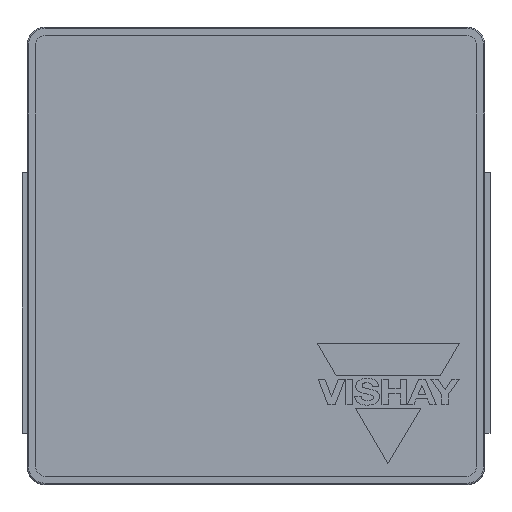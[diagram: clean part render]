
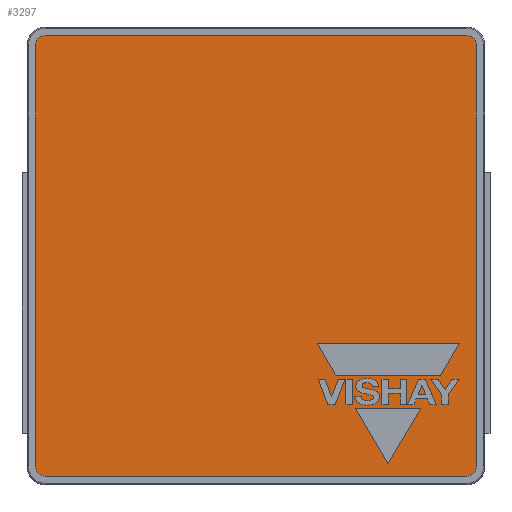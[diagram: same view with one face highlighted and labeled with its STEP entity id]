
A CAD part, top view. The second image highlights one B-rep face of the part: STEP entity #3297.
In plain terms, the highlighted planar face has unit normal (0, 0, 1).
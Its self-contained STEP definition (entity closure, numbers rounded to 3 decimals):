
#239=PLANE('',#3660);
#422=FACE_OUTER_BOUND('',#608,.T.);
#608=EDGE_LOOP('',(#3072,#3073,#3074,#3075,#3076,#3077,#3078,#3079));
#967=LINE('',#5589,#1337);
#971=LINE('',#5601,#1341);
#975=LINE('',#5613,#1345);
#979=LINE('',#5623,#1349);
#1337=VECTOR('',#4475,10.);
#1341=VECTOR('',#4487,10.);
#1345=VECTOR('',#4499,10.);
#1349=VECTOR('',#4511,10.);
#1407=CIRCLE('',#3646,0.265);
#1409=CIRCLE('',#3650,0.265);
#1411=CIRCLE('',#3654,0.265);
#1413=CIRCLE('',#3658,0.265);
#1700=VERTEX_POINT('',#5580);
#1701=VERTEX_POINT('',#5582);
#1703=VERTEX_POINT('',#5588);
#1705=VERTEX_POINT('',#5594);
#1707=VERTEX_POINT('',#5600);
#1709=VERTEX_POINT('',#5606);
#1711=VERTEX_POINT('',#5612);
#1713=VERTEX_POINT('',#5618);
#2150=EDGE_CURVE('',#1701,#1700,#1407,.T.);
#2153=EDGE_CURVE('',#1703,#1701,#967,.T.);
#2156=EDGE_CURVE('',#1705,#1703,#1409,.T.);
#2159=EDGE_CURVE('',#1707,#1705,#971,.T.);
#2162=EDGE_CURVE('',#1709,#1707,#1411,.T.);
#2165=EDGE_CURVE('',#1711,#1709,#975,.T.);
#2168=EDGE_CURVE('',#1713,#1711,#1413,.T.);
#2171=EDGE_CURVE('',#1700,#1713,#979,.T.);
#3072=ORIENTED_EDGE('',*,*,#2171,.T.);
#3073=ORIENTED_EDGE('',*,*,#2168,.T.);
#3074=ORIENTED_EDGE('',*,*,#2165,.T.);
#3075=ORIENTED_EDGE('',*,*,#2162,.T.);
#3076=ORIENTED_EDGE('',*,*,#2159,.T.);
#3077=ORIENTED_EDGE('',*,*,#2156,.T.);
#3078=ORIENTED_EDGE('',*,*,#2153,.T.);
#3079=ORIENTED_EDGE('',*,*,#2150,.T.);
#3297=ADVANCED_FACE('',(#422),#239,.T.);
#3646=AXIS2_PLACEMENT_3D('',#5583,#4469,#4470);
#3650=AXIS2_PLACEMENT_3D('',#5595,#4481,#4482);
#3654=AXIS2_PLACEMENT_3D('',#5607,#4493,#4494);
#3658=AXIS2_PLACEMENT_3D('',#5619,#4505,#4506);
#3660=AXIS2_PLACEMENT_3D('',#5624,#4512,#4513);
#4469=DIRECTION('center_axis',(0.,0.,1.));
#4470=DIRECTION('ref_axis',(-1.,0.,0.));
#4475=DIRECTION('',(0.,-1.,0.));
#4481=DIRECTION('center_axis',(0.,0.,1.));
#4482=DIRECTION('ref_axis',(0.,1.,0.));
#4487=DIRECTION('',(-1.,0.,0.));
#4493=DIRECTION('center_axis',(0.,0.,1.));
#4494=DIRECTION('ref_axis',(1.,0.,0.));
#4499=DIRECTION('',(0.,1.,0.));
#4505=DIRECTION('center_axis',(0.,0.,1.));
#4506=DIRECTION('ref_axis',(0.,-1.,0.));
#4511=DIRECTION('',(1.,0.,0.));
#4512=DIRECTION('center_axis',(0.,0.,1.));
#4513=DIRECTION('ref_axis',(1.,0.,0.));
#5580=CARTESIAN_POINT('',(-5.95,-6.215,0.1));
#5582=CARTESIAN_POINT('',(-6.215,-5.95,0.1));
#5583=CARTESIAN_POINT('Origin',(-5.95,-5.95,0.1));
#5588=CARTESIAN_POINT('',(-6.215,5.95,0.1));
#5589=CARTESIAN_POINT('',(-6.215,5.95,0.1));
#5594=CARTESIAN_POINT('',(-5.95,6.215,0.1));
#5595=CARTESIAN_POINT('Origin',(-5.95,5.95,0.1));
#5600=CARTESIAN_POINT('',(5.95,6.215,0.1));
#5601=CARTESIAN_POINT('',(5.95,6.215,0.1));
#5606=CARTESIAN_POINT('',(6.215,5.95,0.1));
#5607=CARTESIAN_POINT('Origin',(5.95,5.95,0.1));
#5612=CARTESIAN_POINT('',(6.215,-5.95,0.1));
#5613=CARTESIAN_POINT('',(6.215,-5.95,0.1));
#5618=CARTESIAN_POINT('',(5.95,-6.215,0.1));
#5619=CARTESIAN_POINT('Origin',(5.95,-5.95,0.1));
#5623=CARTESIAN_POINT('',(-5.95,-6.215,0.1));
#5624=CARTESIAN_POINT('Origin',(0.,0.,0.1));
